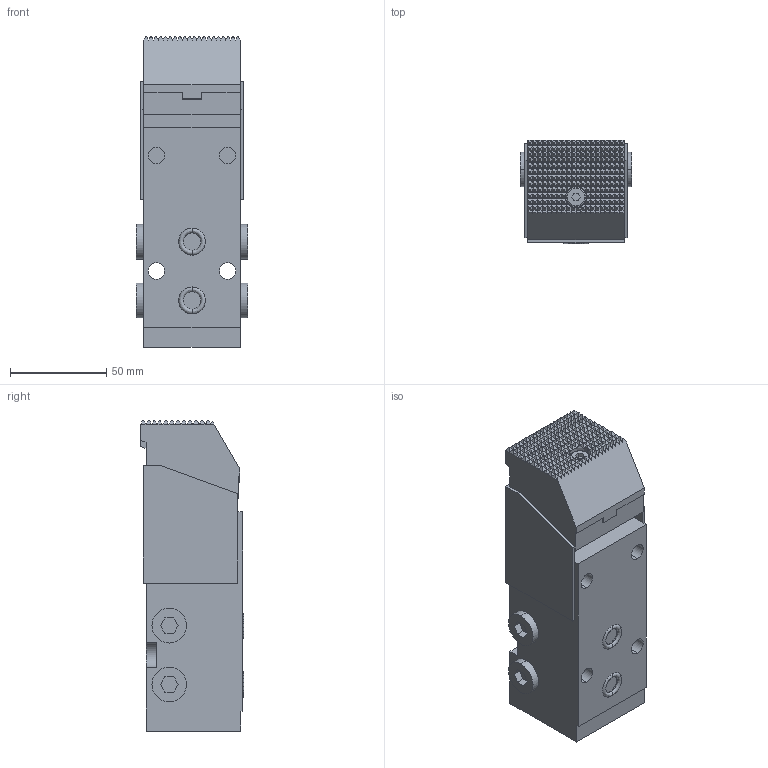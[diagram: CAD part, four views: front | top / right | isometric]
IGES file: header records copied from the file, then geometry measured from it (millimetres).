
Start section:  PTC IGES file: ilcm41532020.igs
Global section: file name: ilcm41532020.igs; native system: Creo Parametric by Parametric Technology Corporation; preprocessor: 2017170; author: Mjust; organization: Unknown; date: 20200915.084554; units: millimetre
Bounding box: 58 x 53.55 x 161 mm (x, y, z)
Surface area: 53635.5 mm2 (no closed solid volume)
Topology: 0 solids, 0 shells, 1115 faces, 8200 edges, 10880 vertices
Faces by surface type: bspline 1077, revolution 38
